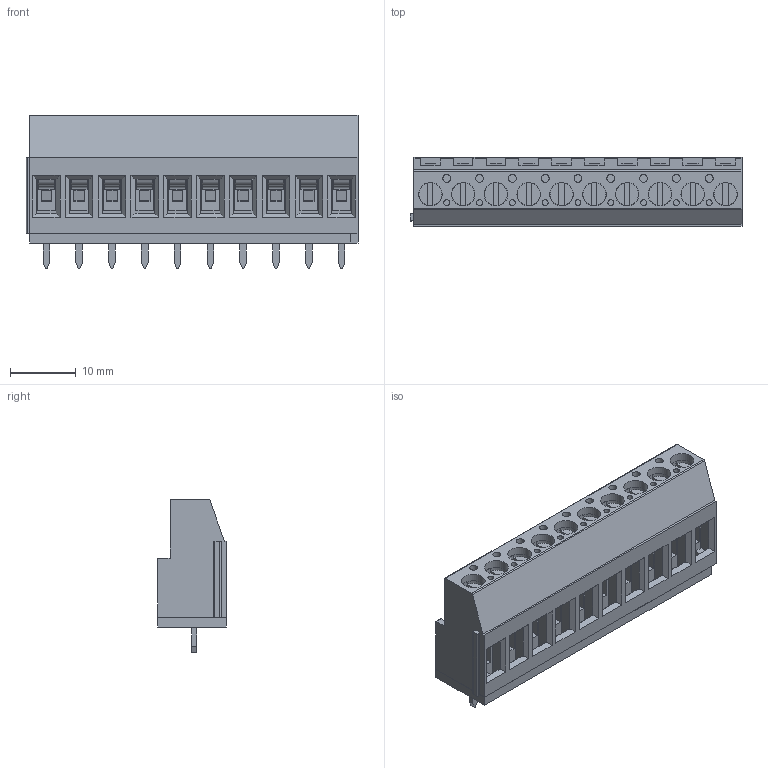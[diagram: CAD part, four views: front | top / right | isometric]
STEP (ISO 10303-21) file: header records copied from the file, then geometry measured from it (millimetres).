
FILE_DESCRIPTION(('STEP AP214'), '1');
FILE_NAME('DG129', '2019-12-15T01:19:33', ('AF'), (''), 'UNSPECIFIED', 'UNSPECIFIED', '');
FILE_SCHEMA(('AUTOMOTIVE_DESIGN { 1 0 10303 214 3 1 1}'));
Length unit declared in the file: millimetre
Assembly tree (30 placements, depth 2):
  (unnamed)
    (unnamed)  x10
    (unnamed)  x10
    (unnamed)  x10
Bounding box: 50.6 x 10.5 x 23.45 mm (x, y, z)
Volume: 5955.3 mm3; surface area: 13674.7 mm2
Topology: 32 solids, 32 shells, 1461 faces, 3563 edges, 2232 vertices
Faces by surface type: plane 1172, cylinder 259, cone 20, torus 10
Full cylindrical faces by diameter (mm): 0.8 x18, 0.9 x9, 1.2 x27, 2.2 x10, 2.5 x10, 3 x10, 3.6 x10
Entity records: 28385 total; most frequent: CARTESIAN_POINT 3815, ORIENTED_EDGE 3618, DIRECTION 3589, EDGE_CURVE 1809, LINE 1549, VECTOR 1549, VERTEX_POINT 1214, AXIS2_PLACEMENT_3D 1020
